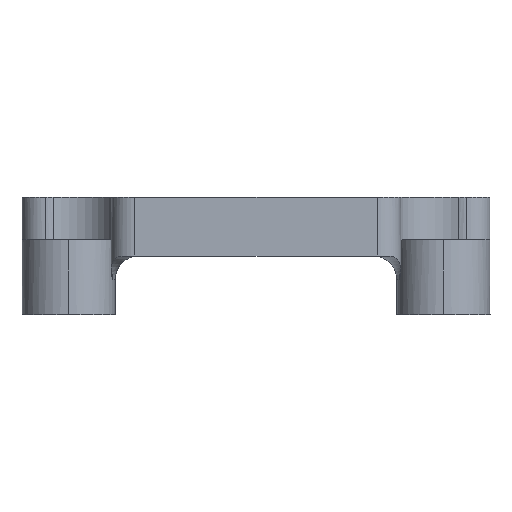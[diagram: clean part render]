
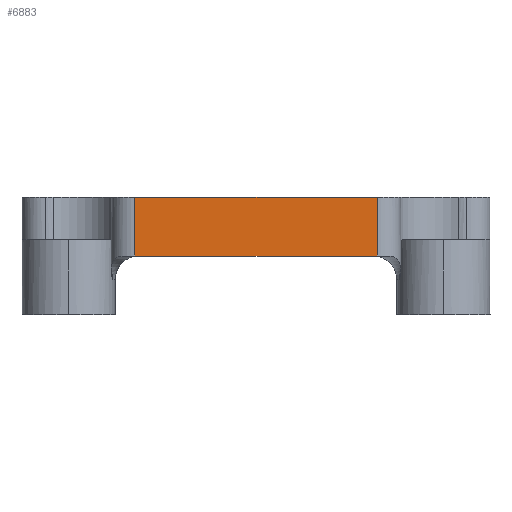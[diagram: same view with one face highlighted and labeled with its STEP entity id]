
A CAD part, left-side view. The second image highlights one B-rep face of the part: STEP entity #6883.
In plain terms, the highlighted planar face has unit normal (-1, 0, 0).
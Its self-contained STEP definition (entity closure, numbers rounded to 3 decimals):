
#112 = VERTEX_POINT ( 'NONE', #2949 ) ;
#122 = DIRECTION ( 'NONE',  ( 0., 0., -1. ) ) ;
#164 = VERTEX_POINT ( 'NONE', #5243 ) ;
#351 = FACE_OUTER_BOUND ( 'NONE', #2132, .T. ) ;
#539 = EDGE_CURVE ( 'NONE', #164, #8662, #6815, .T. ) ;
#719 = LINE ( 'NONE', #6899, #5209 ) ;
#882 = CARTESIAN_POINT ( 'NONE',  ( -9.987, 5.182, 2.5 ) ) ;
#1151 = CARTESIAN_POINT ( 'NONE',  ( -9.987, 5.182, 5. ) ) ;
#1590 = VECTOR ( 'NONE', #2524, 1000. ) ;
#1687 = DIRECTION ( 'NONE',  ( 0., -1., 0. ) ) ;
#1817 = LINE ( 'NONE', #9330, #1590 ) ;
#2132 = EDGE_LOOP ( 'NONE', ( #8424, #3452, #9616, #5488 ) ) ;
#2524 = DIRECTION ( 'NONE',  ( 0., 0., -1. ) ) ;
#2949 = CARTESIAN_POINT ( 'NONE',  ( -9.987, 5.182, 2.5 ) ) ;
#3452 = ORIENTED_EDGE ( 'NONE', *, *, #4277, .F. ) ;
#3502 = VERTEX_POINT ( 'NONE', #3599 ) ;
#3599 = CARTESIAN_POINT ( 'NONE',  ( -9.987, -5.182, 2.5 ) ) ;
#3966 = EDGE_CURVE ( 'NONE', #112, #3502, #7598, .T. ) ;
#4277 = EDGE_CURVE ( 'NONE', #8662, #3502, #719, .T. ) ;
#5091 = VECTOR ( 'NONE', #9104, 1000. ) ;
#5209 = VECTOR ( 'NONE', #122, 1000. ) ;
#5243 = CARTESIAN_POINT ( 'NONE',  ( -9.987, 5.182, 5. ) ) ;
#5488 = ORIENTED_EDGE ( 'NONE', *, *, #5565, .T. ) ;
#5565 = EDGE_CURVE ( 'NONE', #164, #112, #1817, .T. ) ;
#5739 = DIRECTION ( 'NONE',  ( 0., 0., -1. ) ) ;
#6071 = CARTESIAN_POINT ( 'NONE',  ( -9.987, 5.182, 5. ) ) ;
#6279 = AXIS2_PLACEMENT_3D ( 'NONE', #1151, #9513, #5739 ) ;
#6815 = LINE ( 'NONE', #6071, #5091 ) ;
#6883 = ADVANCED_FACE ( 'NONE', ( #351 ), #7976, .F. ) ;
#6899 = CARTESIAN_POINT ( 'NONE',  ( -9.987, -5.182, 5. ) ) ;
#7598 = LINE ( 'NONE', #882, #8067 ) ;
#7976 = PLANE ( 'NONE',  #6279 ) ;
#8067 = VECTOR ( 'NONE', #1687, 1000. ) ;
#8424 = ORIENTED_EDGE ( 'NONE', *, *, #3966, .T. ) ;
#8662 = VERTEX_POINT ( 'NONE', #9737 ) ;
#9104 = DIRECTION ( 'NONE',  ( 0., -1., 0. ) ) ;
#9330 = CARTESIAN_POINT ( 'NONE',  ( -9.987, 5.182, 5. ) ) ;
#9513 = DIRECTION ( 'NONE',  ( 1., 0., 0. ) ) ;
#9616 = ORIENTED_EDGE ( 'NONE', *, *, #539, .F. ) ;
#9737 = CARTESIAN_POINT ( 'NONE',  ( -9.987, -5.182, 5. ) ) ;
